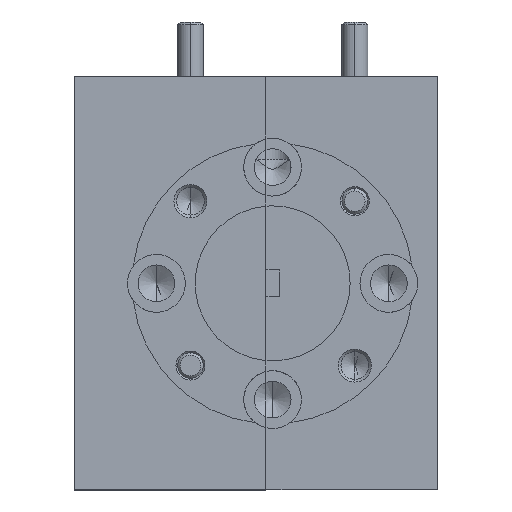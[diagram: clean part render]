
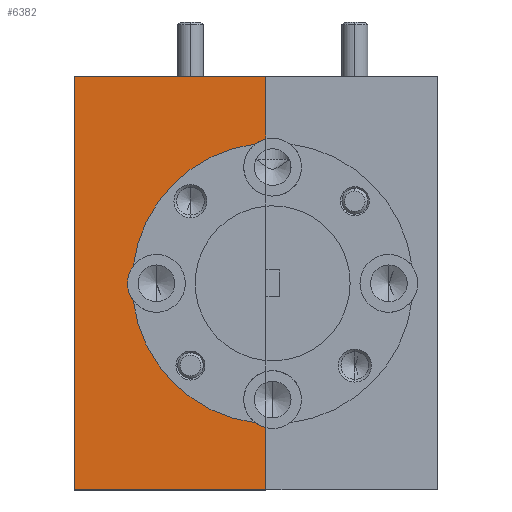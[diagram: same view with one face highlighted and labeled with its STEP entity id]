
A CAD part, left-side view. The second image highlights one B-rep face of the part: STEP entity #6382.
In plain terms, the highlighted planar face has unit normal (-1, 0, 0).
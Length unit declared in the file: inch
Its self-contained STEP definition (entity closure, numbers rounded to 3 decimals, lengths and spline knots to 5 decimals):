
#833 = AXIS2_PLACEMENT_3D ( 'NONE', #16802, #11648, #1275 ) ;
#1225 = EDGE_LOOP ( 'NONE', ( #1573, #11755, #30478, #17605, #24582, #29938, #21086, #24441, #4824, #24470 ) ) ;
#1275 = DIRECTION ( 'NONE',  ( 0., 0., 1. ) ) ;
#1490 = VERTEX_POINT ( 'NONE', #1716 ) ;
#1497 = CARTESIAN_POINT ( 'NONE',  ( -0.5, 0.416, -0.5 ) ) ;
#1573 = ORIENTED_EDGE ( 'NONE', *, *, #24213, .F. ) ;
#1716 = CARTESIAN_POINT ( 'NONE',  ( -0.5, 0.88, -0.5 ) ) ;
#1857 = AXIS2_PLACEMENT_3D ( 'NONE', #17565, #28097, #12846 ) ;
#2914 = DIRECTION ( 'NONE',  ( 0., 1., 0. ) ) ;
#3787 = VECTOR ( 'NONE', #26137, 39.37008 ) ;
#3824 = CARTESIAN_POINT ( 'NONE',  ( -0.5, 0.416, -0.34934 ) ) ;
#3897 = CARTESIAN_POINT ( 'NONE',  ( -0.5, 0.416, 0.5 ) ) ;
#4206 = PLANE ( 'NONE',  #25001 ) ;
#4824 = ORIENTED_EDGE ( 'NONE', *, *, #25193, .T. ) ;
#5046 = CIRCLE ( 'NONE', #30378, 0.34 ) ;
#5140 = DIRECTION ( 'NONE',  ( 0., 0., 1. ) ) ;
#6382 = ADVANCED_FACE ( 'NONE', ( #27077 ), #4206, .F. ) ;
#6703 = DIRECTION ( 'NONE',  ( 0., 0., -1. ) ) ;
#7132 = LINE ( 'NONE', #18651, #29452 ) ;
#7145 = EDGE_CURVE ( 'NONE', #21508, #1490, #7132, .T. ) ;
#7379 = LINE ( 'NONE', #24957, #26118 ) ;
#7488 = DIRECTION ( 'NONE',  ( -1., 0., 0. ) ) ;
#7914 = VECTOR ( 'NONE', #21251, 39.37008 ) ;
#8368 = CARTESIAN_POINT ( 'NONE',  ( -0.5, 0.416, 0.34934 ) ) ;
#8687 = CARTESIAN_POINT ( 'NONE',  ( -0.5, 0.88, 0.5 ) ) ;
#8758 = CARTESIAN_POINT ( 'NONE',  ( -0.5, 0.416, 0.5 ) ) ;
#9191 = DIRECTION ( 'NONE',  ( 1., 0., 0. ) ) ;
#9331 = CARTESIAN_POINT ( 'NONE',  ( -0.5, 0.44152, 0.33743 ) ) ;
#10148 = EDGE_CURVE ( 'NONE', #12688, #15304, #17773, .T. ) ;
#11648 = DIRECTION ( 'NONE',  ( -1., 0., 0. ) ) ;
#11697 = EDGE_CURVE ( 'NONE', #12777, #29617, #17707, .T. ) ;
#11755 = ORIENTED_EDGE ( 'NONE', *, *, #11805, .F. ) ;
#11805 = EDGE_CURVE ( 'NONE', #13829, #31175, #17378, .T. ) ;
#11873 = CARTESIAN_POINT ( 'NONE',  ( -0.5, 0.44152, -0.33742 ) ) ;
#12688 = VERTEX_POINT ( 'NONE', #28511 ) ;
#12777 = VERTEX_POINT ( 'NONE', #3897 ) ;
#12846 = DIRECTION ( 'NONE',  ( 0., 0., 1. ) ) ;
#13829 = VERTEX_POINT ( 'NONE', #11873 ) ;
#14029 = CARTESIAN_POINT ( 'NONE',  ( -0.5, 0.416, 0.5 ) ) ;
#14637 = LINE ( 'NONE', #26939, #23767 ) ;
#14841 = CIRCLE ( 'NONE', #20489, 0.07 ) ;
#14943 = VERTEX_POINT ( 'NONE', #8368 ) ;
#15304 = VERTEX_POINT ( 'NONE', #15859 ) ;
#15859 = CARTESIAN_POINT ( 'NONE',  ( -0.5, 0.73717, -0.04177 ) ) ;
#16249 = AXIS2_PLACEMENT_3D ( 'NONE', #23166, #30718, #5140 ) ;
#16802 = CARTESIAN_POINT ( 'NONE',  ( -0.5, 0.39975, -0.28125 ) ) ;
#17378 = CIRCLE ( 'NONE', #833, 0.07 ) ;
#17381 = DIRECTION ( 'NONE',  ( 0., 0., 1. ) ) ;
#17565 = CARTESIAN_POINT ( 'NONE',  ( -0.5, 0.681, 0. ) ) ;
#17605 = ORIENTED_EDGE ( 'NONE', *, *, #10148, .F. ) ;
#17707 = LINE ( 'NONE', #8758, #3787 ) ;
#17773 = CIRCLE ( 'NONE', #1857, 0.07 ) ;
#18651 = CARTESIAN_POINT ( 'NONE',  ( -0.5, 0.416, -0.5 ) ) ;
#20489 = AXIS2_PLACEMENT_3D ( 'NONE', #22359, #32674, #32234 ) ;
#21086 = ORIENTED_EDGE ( 'NONE', *, *, #29996, .F. ) ;
#21251 = DIRECTION ( 'NONE',  ( 0., 0., -1. ) ) ;
#21508 = VERTEX_POINT ( 'NONE', #1497 ) ;
#22359 = CARTESIAN_POINT ( 'NONE',  ( -0.5, 0.39975, 0.28125 ) ) ;
#22747 = DIRECTION ( 'NONE',  ( 0., 0., 1. ) ) ;
#23166 = CARTESIAN_POINT ( 'NONE',  ( -0.5, 0.39975, 0. ) ) ;
#23217 = EDGE_CURVE ( 'NONE', #15304, #13829, #5046, .T. ) ;
#23767 = VECTOR ( 'NONE', #25129, 39.37008 ) ;
#24213 = EDGE_CURVE ( 'NONE', #31175, #21508, #14637, .T. ) ;
#24441 = ORIENTED_EDGE ( 'NONE', *, *, #11697, .T. ) ;
#24470 = ORIENTED_EDGE ( 'NONE', *, *, #7145, .F. ) ;
#24582 = ORIENTED_EDGE ( 'NONE', *, *, #30656, .F. ) ;
#24957 = CARTESIAN_POINT ( 'NONE',  ( -0.5, 0.88, 0.5 ) ) ;
#25001 = AXIS2_PLACEMENT_3D ( 'NONE', #29915, #9191, #17381 ) ;
#25129 = DIRECTION ( 'NONE',  ( 0., 0., -1. ) ) ;
#25193 = EDGE_CURVE ( 'NONE', #29617, #1490, #7379, .T. ) ;
#26118 = VECTOR ( 'NONE', #6703, 39.37008 ) ;
#26137 = DIRECTION ( 'NONE',  ( 0., 1., 0. ) ) ;
#26939 = CARTESIAN_POINT ( 'NONE',  ( -0.5, 0.416, 0.5 ) ) ;
#27028 = CIRCLE ( 'NONE', #16249, 0.34 ) ;
#27077 = FACE_OUTER_BOUND ( 'NONE', #1225, .T. ) ;
#28097 = DIRECTION ( 'NONE',  ( -1., 0., 0. ) ) ;
#28184 = EDGE_CURVE ( 'NONE', #14943, #28300, #14841, .T. ) ;
#28300 = VERTEX_POINT ( 'NONE', #9331 ) ;
#28511 = CARTESIAN_POINT ( 'NONE',  ( -0.5, 0.73717, 0.04177 ) ) ;
#29452 = VECTOR ( 'NONE', #2914, 39.37008 ) ;
#29617 = VERTEX_POINT ( 'NONE', #8687 ) ;
#29852 = LINE ( 'NONE', #14029, #7914 ) ;
#29915 = CARTESIAN_POINT ( 'NONE',  ( -0.5, 0.416, 0.5 ) ) ;
#29938 = ORIENTED_EDGE ( 'NONE', *, *, #28184, .F. ) ;
#29996 = EDGE_CURVE ( 'NONE', #12777, #14943, #29852, .T. ) ;
#30378 = AXIS2_PLACEMENT_3D ( 'NONE', #30419, #7488, #22747 ) ;
#30419 = CARTESIAN_POINT ( 'NONE',  ( -0.5, 0.39975, 0. ) ) ;
#30478 = ORIENTED_EDGE ( 'NONE', *, *, #23217, .F. ) ;
#30656 = EDGE_CURVE ( 'NONE', #28300, #12688, #27028, .T. ) ;
#30718 = DIRECTION ( 'NONE',  ( -1., 0., 0. ) ) ;
#31175 = VERTEX_POINT ( 'NONE', #3824 ) ;
#32234 = DIRECTION ( 'NONE',  ( 0., 0., 1. ) ) ;
#32674 = DIRECTION ( 'NONE',  ( -1., 0., 0. ) ) ;
